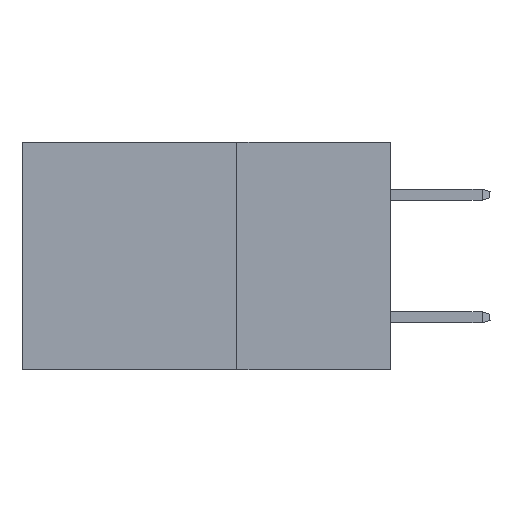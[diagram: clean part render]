
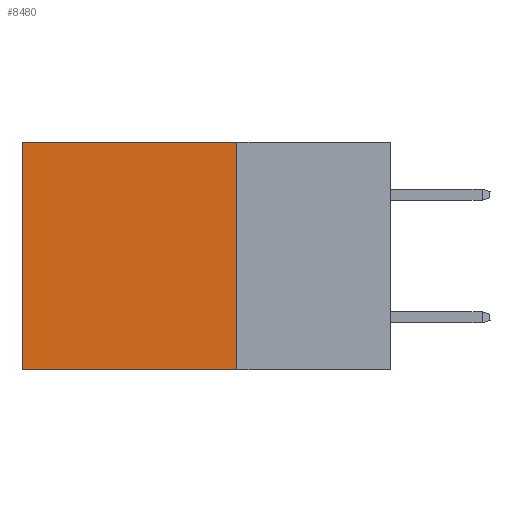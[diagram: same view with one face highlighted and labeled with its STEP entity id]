
A CAD part, left-side view. The second image highlights one B-rep face of the part: STEP entity #8480.
In plain terms, the highlighted planar face has unit normal (-1, 0, 0).
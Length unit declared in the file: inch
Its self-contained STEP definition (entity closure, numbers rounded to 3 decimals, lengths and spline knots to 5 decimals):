
#612 = LINE ( 'NONE', #3942, #3797 ) ;
#775 = LINE ( 'NONE', #2384, #10702 ) ;
#1184 = DIRECTION ( 'NONE',  ( 1., 0., 0. ) ) ;
#1462 = DIRECTION ( 'NONE',  ( 0., 1., 0. ) ) ;
#1501 = LINE ( 'NONE', #8373, #5692 ) ;
#1852 = CARTESIAN_POINT ( 'NONE',  ( 0.2875, 0.6, -0.37 ) ) ;
#2384 = CARTESIAN_POINT ( 'NONE',  ( 0.2875, 0.25, -0.37 ) ) ;
#2925 = EDGE_LOOP ( 'NONE', ( #7563, #4684, #4167, #8052 ) ) ;
#3227 = EDGE_CURVE ( 'NONE', #9128, #5726, #1501, .T. ) ;
#3618 = FACE_OUTER_BOUND ( 'NONE', #2925, .T. ) ;
#3797 = VECTOR ( 'NONE', #7344, 39.37008 ) ;
#3803 = CARTESIAN_POINT ( 'NONE',  ( 0.2875, 0.6, 0. ) ) ;
#3912 = VERTEX_POINT ( 'NONE', #1852 ) ;
#3942 = CARTESIAN_POINT ( 'NONE',  ( 0.2875, 0.6, 0. ) ) ;
#4167 = ORIENTED_EDGE ( 'NONE', *, *, #3227, .F. ) ;
#4259 = DIRECTION ( 'NONE',  ( 0., 0., -1. ) ) ;
#4684 = ORIENTED_EDGE ( 'NONE', *, *, #5285, .F. ) ;
#5131 = AXIS2_PLACEMENT_3D ( 'NONE', #5262, #1184, #8523 ) ;
#5262 = CARTESIAN_POINT ( 'NONE',  ( 0.2875, 0.25, 0. ) ) ;
#5285 = EDGE_CURVE ( 'NONE', #5726, #3912, #775, .T. ) ;
#5692 = VECTOR ( 'NONE', #4259, 39.37008 ) ;
#5726 = VERTEX_POINT ( 'NONE', #9376 ) ;
#6062 = VERTEX_POINT ( 'NONE', #3803 ) ;
#6201 = CARTESIAN_POINT ( 'NONE',  ( 0.2875, 0.25, 0. ) ) ;
#6218 = EDGE_CURVE ( 'NONE', #6062, #3912, #612, .T. ) ;
#6898 = DIRECTION ( 'NONE',  ( 0., 1., 0. ) ) ;
#7344 = DIRECTION ( 'NONE',  ( 0., 0., -1. ) ) ;
#7563 = ORIENTED_EDGE ( 'NONE', *, *, #6218, .T. ) ;
#8052 = ORIENTED_EDGE ( 'NONE', *, *, #9125, .T. ) ;
#8373 = CARTESIAN_POINT ( 'NONE',  ( 0.2875, 0.25, 0. ) ) ;
#8383 = LINE ( 'NONE', #10133, #10492 ) ;
#8480 = ADVANCED_FACE ( 'NONE', ( #3618 ), #9393, .F. ) ;
#8523 = DIRECTION ( 'NONE',  ( 0., 0., -1. ) ) ;
#9125 = EDGE_CURVE ( 'NONE', #9128, #6062, #8383, .T. ) ;
#9128 = VERTEX_POINT ( 'NONE', #6201 ) ;
#9376 = CARTESIAN_POINT ( 'NONE',  ( 0.2875, 0.25, -0.37 ) ) ;
#9393 = PLANE ( 'NONE',  #5131 ) ;
#10133 = CARTESIAN_POINT ( 'NONE',  ( 0.2875, 0.25, 0. ) ) ;
#10492 = VECTOR ( 'NONE', #6898, 39.37008 ) ;
#10702 = VECTOR ( 'NONE', #1462, 39.37008 ) ;
